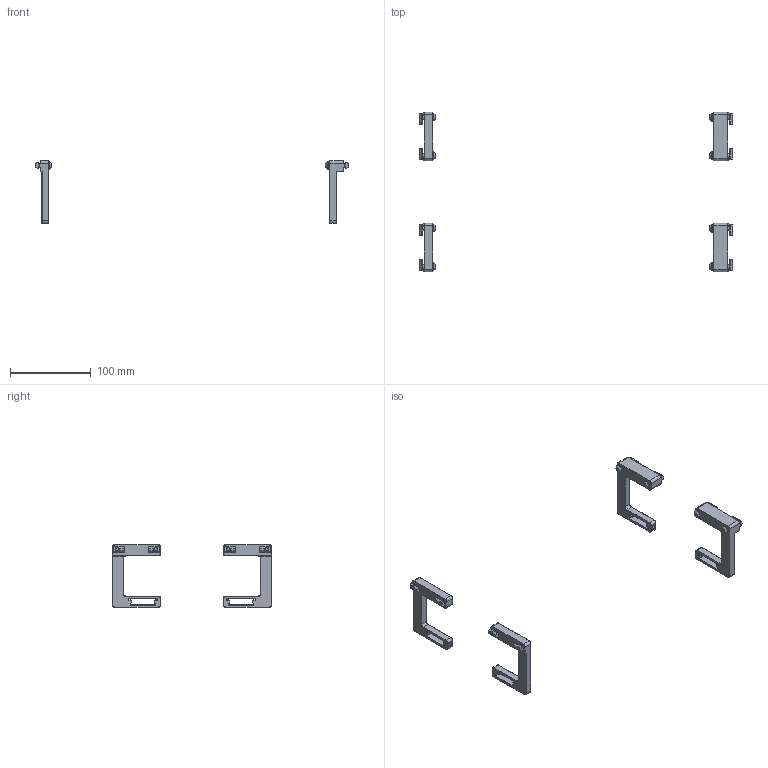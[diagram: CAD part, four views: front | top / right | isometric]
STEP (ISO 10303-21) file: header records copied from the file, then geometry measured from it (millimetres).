
FILE_DESCRIPTION(/* description */ (''),/* implementation_level */ '2;1');
FILE_NAME(/* name */ 'trident inverted electronics noctua fans.step',/* time_stamp */ '2025-05-02T10:29:10-05:00',/* author */ (''),/* organization */ (''),/* preprocessor_version */ 'ST-DEVELOPER v20.1',/* originating_system */ 'Autodesk Translation Framework v14.4.0.0',/* authorisation */ '');
FILE_SCHEMA (('AUTOMOTIVE_DESIGN { 1 0 10303 214 3 1 1 }'));
Length unit declared in the file: millimetre
Products named in the file (7): trident inverted electronics noctua fans; Inverted_DIN_Mount(Mirror)_x2; Inverted_DIN_Mount_x2; M5x16 BHCS; M5x30 BHCS; M5 Shim Washer; M5 Roll-In T Nut
Assembly tree (26 placements, depth 2):
  trident inverted electronics noctua fans
    Inverted_DIN_Mount(Mirror)_x2
    Inverted_DIN_Mount_x2
    M5x16 BHCS  x4
    M5x30 BHCS  x4
    M5 Shim Washer  x8
    M5 Roll-In T Nut  x8
Bounding box: 388.4 x 197.74 x 77.91 mm (x, y, z)
Volume: 98789 mm3; surface area: 45468.8 mm2
Topology: 28 solids, 28 shells, 1008 faces, 2412 edges, 1460 vertices
Faces by surface type: plane 516, cone 236, cylinder 216, bspline 32, sphere 8
Full cylindrical faces by diameter (mm): 3.2 x4, 4.2 x8, 4.7 x4, 5 x8, 5.3 x8, 5.4 x8, 9.5 x8, 10 x8
Entity records: 21297 total; most frequent: CARTESIAN_POINT 4777, DIRECTION 3436, ORIENTED_EDGE 3350, EDGE_CURVE 1675, AXIS2_PLACEMENT_3D 1166, LINE 1104, VECTOR 1104, VERTEX_POINT 995
